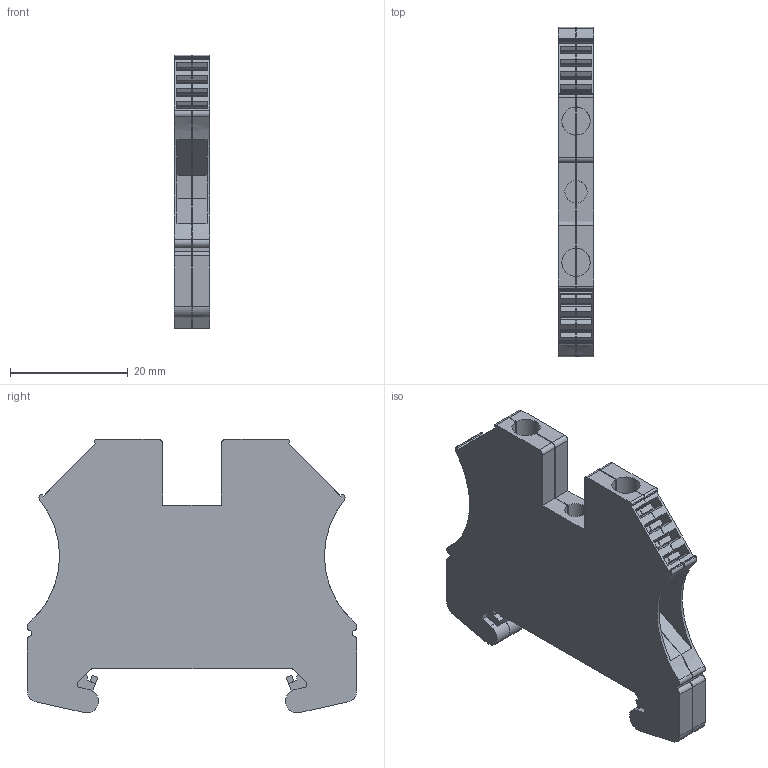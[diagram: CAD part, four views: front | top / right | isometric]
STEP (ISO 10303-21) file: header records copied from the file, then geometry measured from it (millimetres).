
FILE_DESCRIPTION(('CATIA V5 STEP','CAx-IF Rec.Pracs.--- Model Styling and Organization---1.5--- 2016-08-15','CAx-IF Rec.Pracs.---Supplemental Geometry---1.0---2011-11-01','CAx-IF Rec.Pracs.--- Composite Materials ---1.1---2010-07-15'),'2;1');
FILE_NAME ('D1446449_2', '2025-08-13T06:33:57+00:00', ('none'), ('Weidmueller'), 'CATIA Version 5-6 Release 2024 SP4', 'CATIA V5 STEP AP214 v3', 'none');
FILE_SCHEMA(('AUTOMOTIVE_DESIGN { 1 0 10303 214 1 1 1 1 }'));
Length unit declared in the file: millimetre
Products named in the file (1): 1010100000_WPE 4
Bounding box: 6.1 x 56 x 46.5 mm (x, y, z)
Volume: 10314.7 mm3; surface area: 9155.8 mm2
Topology: 1 solids, 1 shells, 418 faces, 1255 edges, 837 vertices
Faces by surface type: plane 354, cylinder 64
Entity records: 13546 total; most frequent: CARTESIAN_POINT 2898, ORIENTED_EDGE 2510, DIRECTION 1636, EDGE_CURVE 1255, VECTOR 876, LINE 876, VERTEX_POINT 837, AXIS2_PLACEMENT_3D 426
